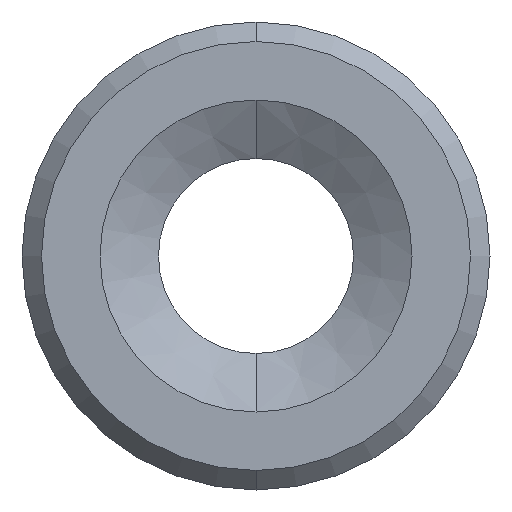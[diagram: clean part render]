
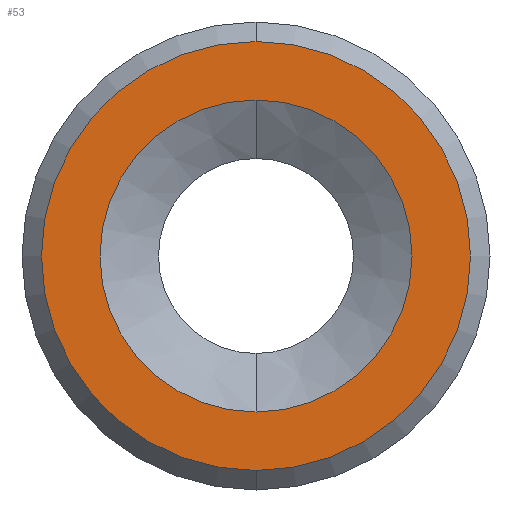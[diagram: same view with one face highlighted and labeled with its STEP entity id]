
A CAD part, front view. The second image highlights one B-rep face of the part: STEP entity #53.
In plain terms, the highlighted planar face has unit normal (0, -1, 0).
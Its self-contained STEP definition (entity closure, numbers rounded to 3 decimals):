
#1 = ORIENTED_EDGE ( 'NONE', *, *, #73, .T. ) ;
#24 = VERTEX_POINT ( 'NONE', #431 ) ;
#53 = ADVANCED_FACE ( 'NONE', ( #369, #368 ), #367, .T. ) ;
#54 = EDGE_LOOP ( 'NONE', ( #216, #261 ) ) ;
#73 = EDGE_CURVE ( 'NONE', #218, #24, #298, .T. ) ;
#118 = EDGE_CURVE ( 'NONE', #24, #218, #485, .T. ) ;
#146 = VERTEX_POINT ( 'NONE', #611 ) ;
#148 = EDGE_CURVE ( 'NONE', #146, #149, #610, .T. ) ;
#149 = VERTEX_POINT ( 'NONE', #605 ) ;
#180 = ORIENTED_EDGE ( 'NONE', *, *, #118, .T. ) ;
#216 = ORIENTED_EDGE ( 'NONE', *, *, #263, .F. ) ;
#218 = VERTEX_POINT ( 'NONE', #531 ) ;
#261 = ORIENTED_EDGE ( 'NONE', *, *, #148, .F. ) ;
#262 = EDGE_LOOP ( 'NONE', ( #180, #1 ) ) ;
#263 = EDGE_CURVE ( 'NONE', #149, #146, #706, .T. ) ;
#294 = DIRECTION ( 'NONE',  ( 0., 0., -1. ) ) ;
#295 = DIRECTION ( 'NONE',  ( 0., -1., 0. ) ) ;
#296 = CARTESIAN_POINT ( 'NONE',  ( 0., 0., 0. ) ) ;
#297 = AXIS2_PLACEMENT_3D ( 'NONE', #296, #295, #294 ) ;
#298 = CIRCLE ( 'NONE', #297, 5.5 ) ;
#366 = AXIS2_PLACEMENT_3D ( 'NONE', #412, #411, #410 ) ;
#367 = PLANE ( 'NONE',  #366 ) ;
#368 = FACE_OUTER_BOUND ( 'NONE', #262, .T. ) ;
#369 = FACE_BOUND ( 'NONE', #54, .T. ) ;
#410 = DIRECTION ( 'NONE',  ( 0., 0., -1. ) ) ;
#411 = DIRECTION ( 'NONE',  ( 0., -1., 0. ) ) ;
#412 = CARTESIAN_POINT ( 'NONE',  ( 5.5, 0., 0. ) ) ;
#431 = CARTESIAN_POINT ( 'NONE',  ( 0., 0., 5.5 ) ) ;
#481 = DIRECTION ( 'NONE',  ( 0., 0., -1. ) ) ;
#482 = DIRECTION ( 'NONE',  ( 0., -1., 0. ) ) ;
#483 = CARTESIAN_POINT ( 'NONE',  ( 0., 0., 0. ) ) ;
#484 = AXIS2_PLACEMENT_3D ( 'NONE', #483, #482, #481 ) ;
#485 = CIRCLE ( 'NONE', #484, 5.5 ) ;
#531 = CARTESIAN_POINT ( 'NONE',  ( 0., 0., -5.5 ) ) ;
#605 = CARTESIAN_POINT ( 'NONE',  ( 0., 0., -4. ) ) ;
#606 = DIRECTION ( 'NONE',  ( 0., 0., -1. ) ) ;
#607 = DIRECTION ( 'NONE',  ( 0., -1., 0. ) ) ;
#608 = CARTESIAN_POINT ( 'NONE',  ( 0., 0., 0. ) ) ;
#609 = AXIS2_PLACEMENT_3D ( 'NONE', #608, #607, #606 ) ;
#610 = CIRCLE ( 'NONE', #609, 4. ) ;
#611 = CARTESIAN_POINT ( 'NONE',  ( 0., 0., 4. ) ) ;
#703 = DIRECTION ( 'NONE',  ( 0., 0., -1. ) ) ;
#704 = DIRECTION ( 'NONE',  ( 0., -1., 0. ) ) ;
#705 = AXIS2_PLACEMENT_3D ( 'NONE', #707, #704, #703 ) ;
#706 = CIRCLE ( 'NONE', #705, 4. ) ;
#707 = CARTESIAN_POINT ( 'NONE',  ( 0., 0., 0. ) ) ;
